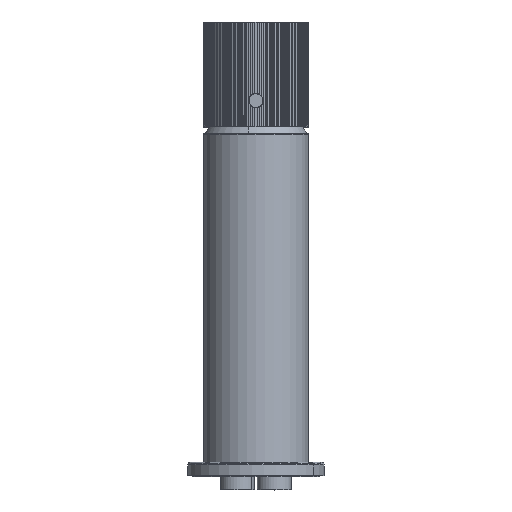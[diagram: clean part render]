
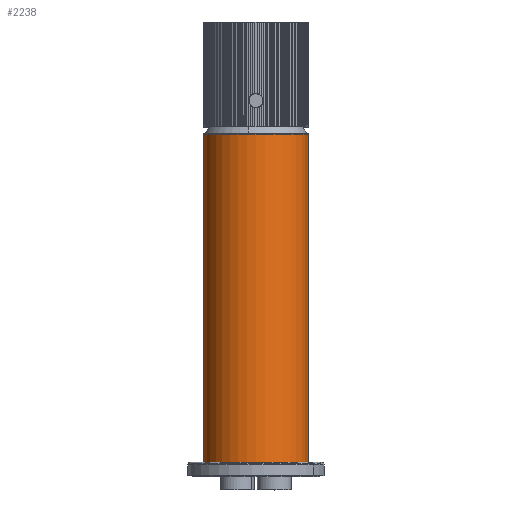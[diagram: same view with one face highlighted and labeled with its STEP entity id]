
A CAD part, top view. The second image highlights one B-rep face of the part: STEP entity #2238.
In plain terms, the highlighted cylindrical face has radius 20 mm (diameter 40 mm), a partial arc.
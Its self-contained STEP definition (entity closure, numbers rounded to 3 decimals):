
#660=DIRECTION('',(0.,-1.,0.));
#661=VECTOR('',#660,124.8);
#662=CARTESIAN_POINT('',(-20.,124.8,0.));
#663=LINE('',#662,#661);
#664=DIRECTION('',(0.,-1.,0.));
#665=VECTOR('',#664,124.8);
#666=CARTESIAN_POINT('',(20.,124.8,0.));
#667=LINE('',#666,#665);
#721=CARTESIAN_POINT('',(0.,124.8,0.));
#722=DIRECTION('',(0.,1.,0.));
#723=DIRECTION('',(-1.,0.,0.));
#724=AXIS2_PLACEMENT_3D('',#721,#722,#723);
#741=CARTESIAN_POINT('',(0.,0.,0.));
#742=DIRECTION('',(0.,-1.,0.));
#743=DIRECTION('',(1.,0.,0.));
#744=AXIS2_PLACEMENT_3D('',#741,#742,#743);
#1055=CARTESIAN_POINT('',(20.,124.8,0.));
#1056=CARTESIAN_POINT('',(20.,0.,0.));
#1057=VERTEX_POINT('',#1055);
#1058=VERTEX_POINT('',#1056);
#1059=CARTESIAN_POINT('',(-20.,124.8,0.));
#1060=CARTESIAN_POINT('',(-20.,0.,0.));
#1061=VERTEX_POINT('',#1059);
#1062=VERTEX_POINT('',#1060);
#2226=CARTESIAN_POINT('',(0.,125.,0.));
#2227=DIRECTION('',(0.,-1.,0.));
#2228=DIRECTION('',(1.,0.,0.));
#2229=AXIS2_PLACEMENT_3D('',#2226,#2227,#2228);
#2230=CYLINDRICAL_SURFACE('',#2229,20.);
#2231=ORIENTED_EDGE('',*,*,#2217,.T.);
#2232=ORIENTED_EDGE('',*,*,#2188,.T.);
#2234=ORIENTED_EDGE('',*,*,#2233,.T.);
#2235=ORIENTED_EDGE('',*,*,#2184,.F.);
#2236=EDGE_LOOP('',(#2231,#2232,#2234,#2235));
#2237=FACE_OUTER_BOUND('',#2236,.F.);
#2238=ADVANCED_FACE('',(#2237),#2230,.T.);
#725=CIRCLE('',#724,20.);
#745=CIRCLE('',#744,20.);
#2184=EDGE_CURVE('',#1061,#1062,#663,.T.);
#2188=EDGE_CURVE('',#1057,#1058,#667,.T.);
#2217=EDGE_CURVE('',#1061,#1057,#725,.T.);
#2233=EDGE_CURVE('',#1058,#1062,#745,.T.);
